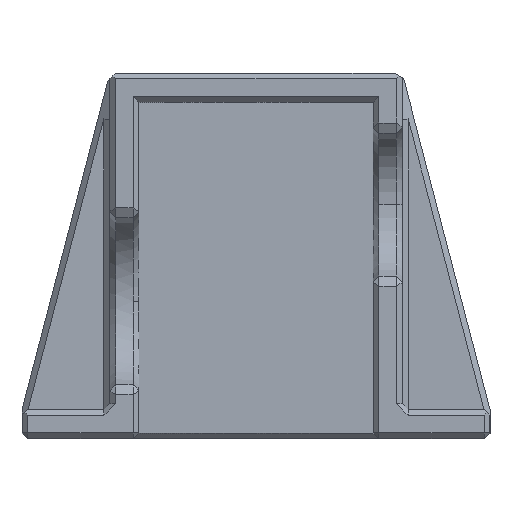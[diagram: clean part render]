
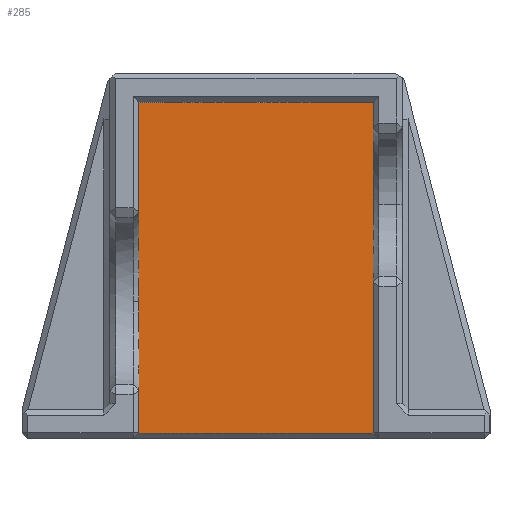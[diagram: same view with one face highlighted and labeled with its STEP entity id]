
A CAD part, top view. The second image highlights one B-rep face of the part: STEP entity #285.
In plain terms, the highlighted planar face has unit normal (0, 0, 1).
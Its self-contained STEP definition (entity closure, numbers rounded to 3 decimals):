
#119 = CARTESIAN_POINT ( 'NONE',  ( 90., 2., 10. ) ) ;
#131 = CARTESIAN_POINT ( 'NONE',  ( 10., 115., 10. ) ) ;
#285 = ADVANCED_FACE ( 'NONE', ( #755 ), #1020, .F. ) ;
#450 = EDGE_CURVE ( 'NONE', #1011, #1282, #784, .T. ) ;
#452 = EDGE_LOOP ( 'NONE', ( #2005, #469, #1611, #1271 ) ) ;
#461 = CARTESIAN_POINT ( 'NONE',  ( 0., 0., 10. ) ) ;
#469 = ORIENTED_EDGE ( 'NONE', *, *, #1751, .T. ) ;
#506 = VERTEX_POINT ( 'NONE', #131 ) ;
#605 = CARTESIAN_POINT ( 'NONE',  ( 0., 2., 10. ) ) ;
#755 = FACE_OUTER_BOUND ( 'NONE', #452, .T. ) ;
#784 = LINE ( 'NONE', #2025, #2652 ) ;
#863 = LINE ( 'NONE', #605, #2796 ) ;
#1001 = VECTOR ( 'NONE', #1188, 1000. ) ;
#1011 = VERTEX_POINT ( 'NONE', #119 ) ;
#1020 = PLANE ( 'NONE',  #2463 ) ;
#1172 = LINE ( 'NONE', #2688, #1001 ) ;
#1177 = CARTESIAN_POINT ( 'NONE',  ( 10., 2., 10. ) ) ;
#1188 = DIRECTION ( 'NONE',  ( -1., 0., 0. ) ) ;
#1271 = ORIENTED_EDGE ( 'NONE', *, *, #2946, .T. ) ;
#1282 = VERTEX_POINT ( 'NONE', #1796 ) ;
#1311 = DIRECTION ( 'NONE',  ( 0., 1., 0. ) ) ;
#1610 = DIRECTION ( 'NONE',  ( 1., 0., 0. ) ) ;
#1611 = ORIENTED_EDGE ( 'NONE', *, *, #450, .T. ) ;
#1751 = EDGE_CURVE ( 'NONE', #1760, #1011, #863, .T. ) ;
#1760 = VERTEX_POINT ( 'NONE', #1177 ) ;
#1796 = CARTESIAN_POINT ( 'NONE',  ( 90., 115., 10. ) ) ;
#2005 = ORIENTED_EDGE ( 'NONE', *, *, #2381, .T. ) ;
#2025 = CARTESIAN_POINT ( 'NONE',  ( 90., 0., 10. ) ) ;
#2274 = LINE ( 'NONE', #2735, #3214 ) ;
#2381 = EDGE_CURVE ( 'NONE', #506, #1760, #2274, .T. ) ;
#2463 = AXIS2_PLACEMENT_3D ( 'NONE', #461, #2722, #2706 ) ;
#2652 = VECTOR ( 'NONE', #1311, 1000. ) ;
#2688 = CARTESIAN_POINT ( 'NONE',  ( 0., 115., 10. ) ) ;
#2706 = DIRECTION ( 'NONE',  ( -1., 0., 0. ) ) ;
#2722 = DIRECTION ( 'NONE',  ( 0., 0., -1. ) ) ;
#2735 = CARTESIAN_POINT ( 'NONE',  ( 10., 0., 10. ) ) ;
#2796 = VECTOR ( 'NONE', #1610, 1000. ) ;
#2946 = EDGE_CURVE ( 'NONE', #1282, #506, #1172, .T. ) ;
#3018 = DIRECTION ( 'NONE',  ( 0., -1., 0. ) ) ;
#3214 = VECTOR ( 'NONE', #3018, 1000. ) ;
